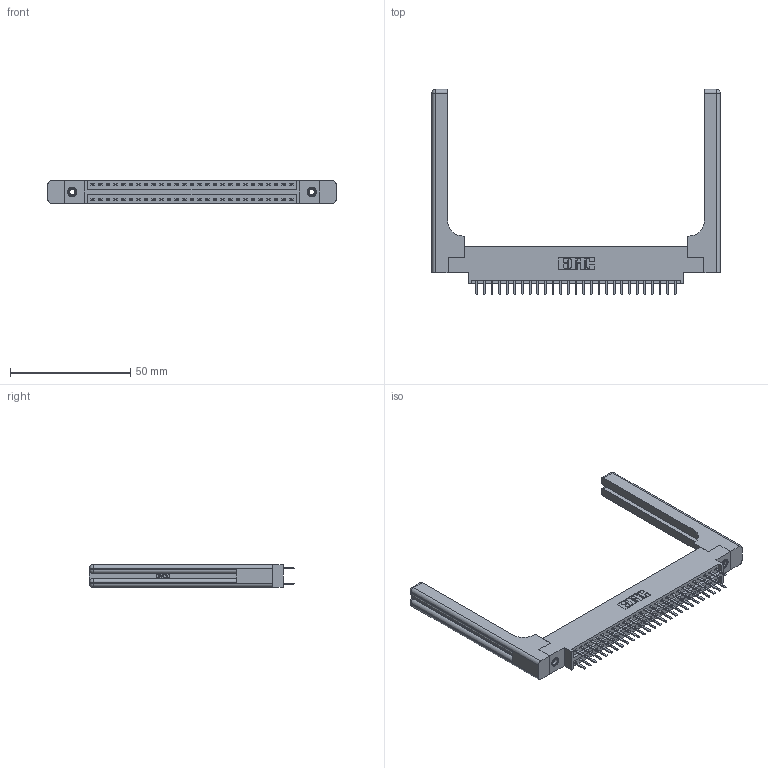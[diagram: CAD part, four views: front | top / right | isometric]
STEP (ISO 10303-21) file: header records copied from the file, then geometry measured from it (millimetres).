
FILE_DESCRIPTION (( 'STEP AP203' ), '1' );
FILE_NAME ('346-054-520-858.STEP', '2022-05-21T02:47:53', ( '' ), ( '' ), 'SwSTEP 2.0', 'SolidWorks 2020', '' );
FILE_SCHEMA (( 'CONFIG_CONTROL_DESIGN' ));
Length unit declared in the file: inch
Products named in the file (5): 346-054-520-858; 346-220-058_345-220-058; 345-292-001_345-293-120; 345-250-001_345-250-001-102; 346 Part_0.170 Offset - 0.156 Dia-TH
Assembly tree (59 placements, depth 2):
  346-054-520-858
    346 Part_0.170 Offset - 0.156 Dia-TH
    345-292-001_345-293-120  x54
    345-250-001_345-250-001-102  x2
    346-220-058_345-220-058  x2
Bounding box: 119.79 x 85.29 x 9.4 mm (x, y, z)
Volume: 18862 mm3; surface area: 20521.2 mm2
Topology: 59 solids, 59 shells, 3420 faces, 9845 edges, 6398 vertices
Faces by surface type: plane 2240, cylinder 1120, bspline 36, cone 12, sphere 8, torus 4
Entity records: 25484 total; most frequent: CARTESIAN_POINT 5247, ORIENTED_EDGE 3964, DIRECTION 3594, EDGE_CURVE 1982, VECTOR 1646, LINE 1646, VERTEX_POINT 1310, AXIS2_PLACEMENT_3D 974
